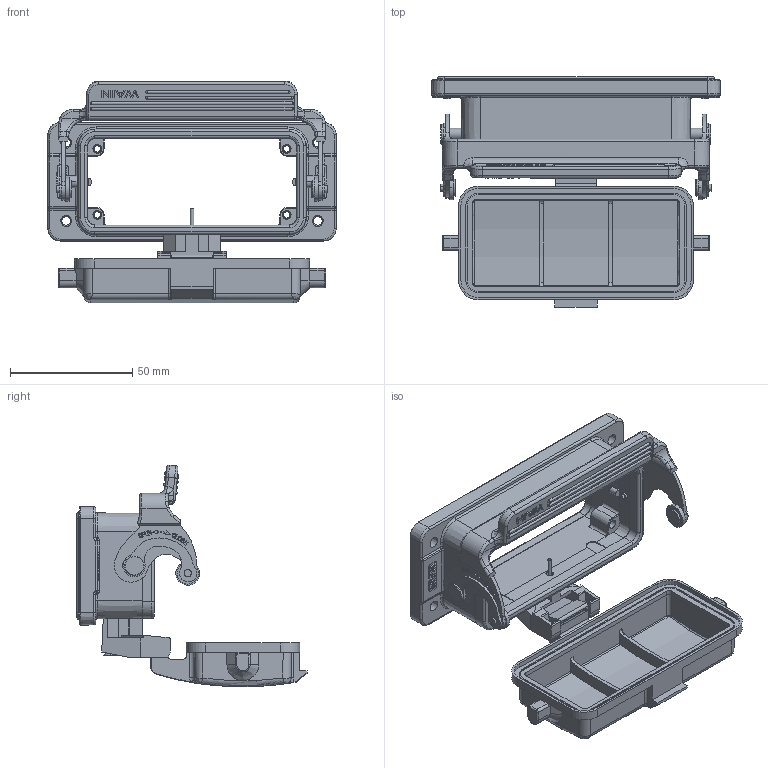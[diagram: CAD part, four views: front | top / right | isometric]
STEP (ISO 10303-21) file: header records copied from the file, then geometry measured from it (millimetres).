
FILE_DESCRIPTION((''),'2;1');
FILE_NAME('BREP_WITH_VOIDS_49090','2018-12-10T',('sy.ji'),(''),'PRO/ENGINEER BY PARAMETRIC TECHNOLOGY CORPORATION, 2014310','PRO/ENGINEER BY PARAMETRIC TECHNOLOGY CORPORATION, 2014310','');
FILE_SCHEMA(('CONFIG_CONTROL_DESIGN'));
Products named in the file (1): BREP_WITH_VOIDS_49090
Bounding box: 117.99 x 94.15 x 90.7 mm (x, y, z)
Volume: 81133 mm3; surface area: 64143.9 mm2
Topology: 3 solids, 37 shells, 2155 faces, 5917 edges, 3826 vertices
Faces by surface type: plane 891, cylinder 604, extrusion 270, cone 123, torus 120, bspline 89, sphere 58
Entity records: 90802 total; most frequent: CARTESIAN_POINT 30664, ORIENTED_EDGE 11652, DIRECTION 10048, EDGE_CURVE 5855, VERTEX_POINT 3826, VECTOR 3416, AXIS2_PLACEMENT_3D 3316, LINE 3146
